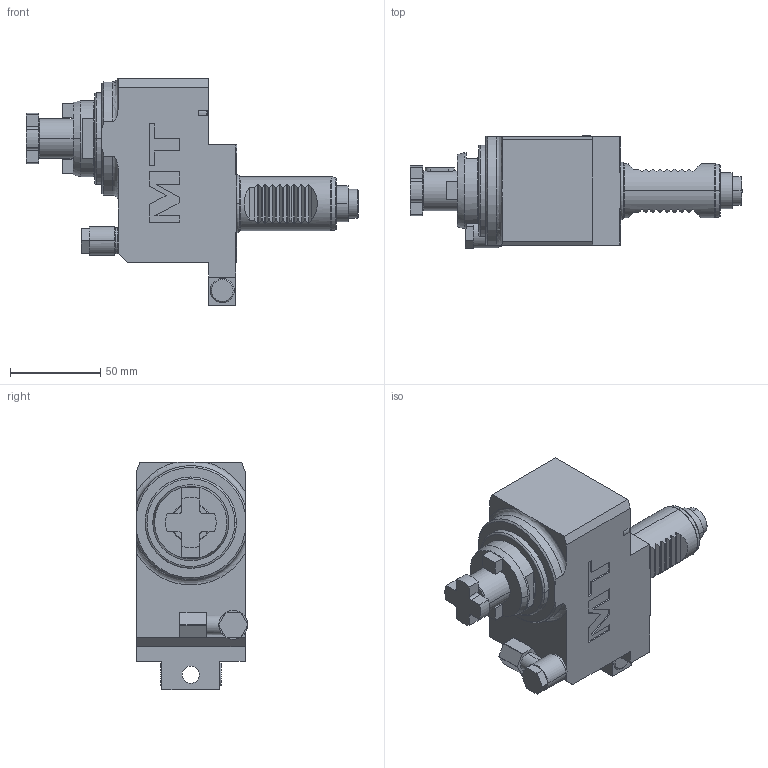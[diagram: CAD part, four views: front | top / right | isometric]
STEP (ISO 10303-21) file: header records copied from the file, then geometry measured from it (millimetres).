
FILE_DESCRIPTION((''),'2;1');
FILE_NAME('SAU0102722_CONF','2025-01-10T14:05:44',('fpalella'),('M.T. srl'),'CREO PARAMETRIC BY PTC INC, 2023352','CREO PARAMETRIC BY PTC INC, 2023352','');
FILE_SCHEMA(('CONFIG_CONTROL_DESIGN'));
Length unit declared in the file: millimetre
Products named in the file (1): SAU0102722_CONF
Bounding box: 183.5 x 61.83 x 126 mm (x, y, z)
Volume: 481871.8 mm3; surface area: 53595.3 mm2
Topology: 1 solids, 1 shells, 338 faces, 875 edges, 564 vertices
Faces by surface type: plane 212, cylinder 78, cone 28, torus 16, extrusion 4
Entity records: 11260 total; most frequent: CARTESIAN_POINT 3053, ORIENTED_EDGE 1750, DIRECTION 1617, EDGE_CURVE 875, VERTEX_POINT 564, AXIS2_PLACEMENT_3D 547, VECTOR 523, LINE 519
